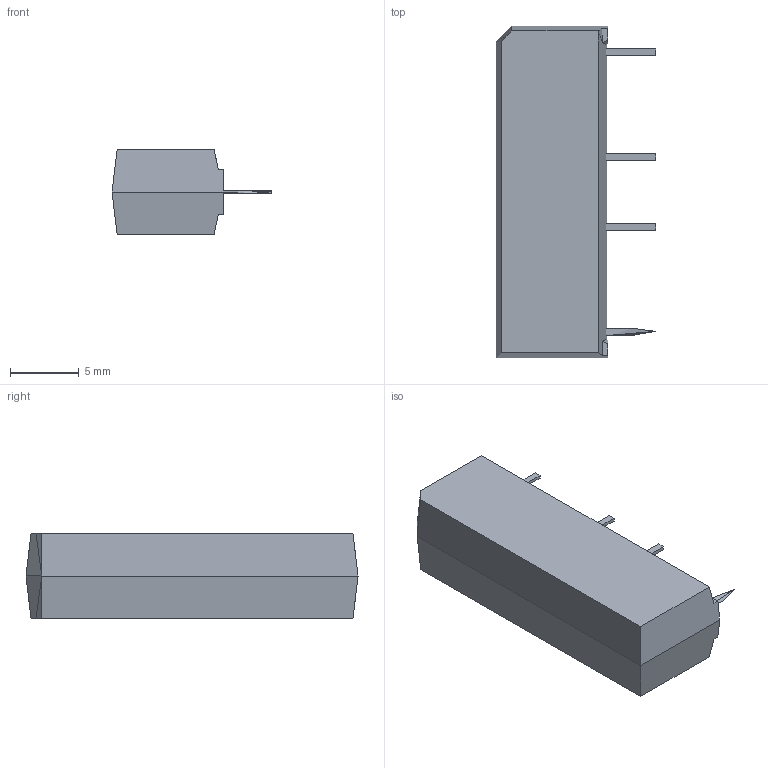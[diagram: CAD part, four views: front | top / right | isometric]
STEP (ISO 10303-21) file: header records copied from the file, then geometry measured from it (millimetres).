
FILE_DESCRIPTION (( 'STEP AP214' ), '1' );
FILE_NAME ('User Library-SIL-HV-ReedRelay.STEP', '2021-01-14T10:41:15', ( '' ), ( '' ), 'SwSTEP 2.0', 'SolidWorks 2020', '' );
FILE_SCHEMA (( 'AUTOMOTIVE_DESIGN' ));
Length unit declared in the file: millimetre
Products named in the file (6): User Library-SIL-HV-ReedRelay; 1_4; 1_2; 1; 1_5; 1_3
Assembly tree (5 placements, depth 2):
  User Library-SIL-HV-ReedRelay
    1
    1_2
    1_3
    1_4
    1_5
Bounding box: 11.63 x 24.16 x 6.22 mm (x, y, z)
Volume: 1118 mm3; surface area: 766.9 mm2
Topology: 3 solids, 5 shells, 43 faces, 122 edges, 86 vertices
Faces by surface type: plane 43
Entity records: 2151 total; most frequent: CARTESIAN_POINT 392, ORIENTED_EDGE 216, DIRECTION 204, EDGE_CURVE 122, VECTOR 100, LINE 100, VERTEX_POINT 86, UNCERTAINTY_MEASURE_WITH_UNIT 57
